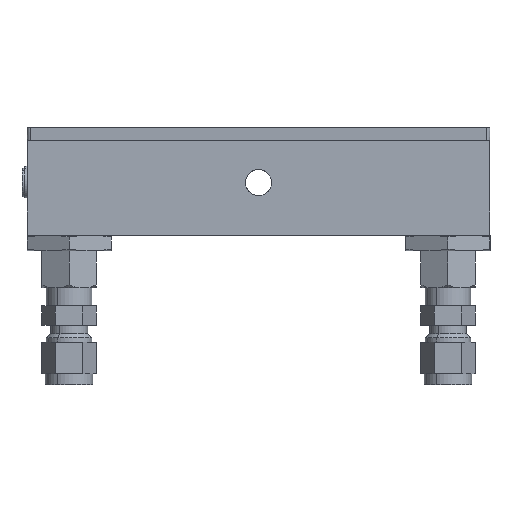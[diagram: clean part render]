
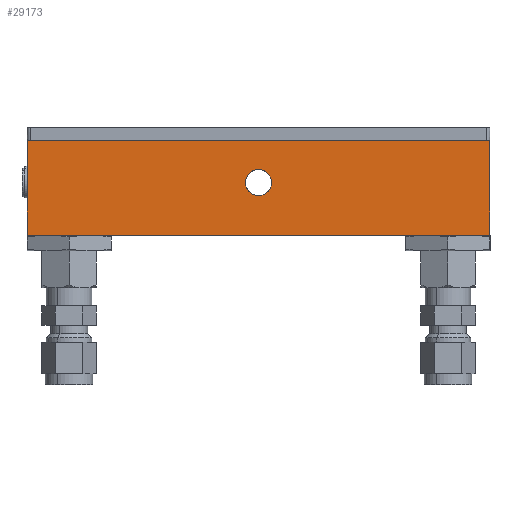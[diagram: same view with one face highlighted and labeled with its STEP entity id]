
A CAD part, left-side view. The second image highlights one B-rep face of the part: STEP entity #29173.
In plain terms, the highlighted planar face has unit normal (-1, 0, 0).
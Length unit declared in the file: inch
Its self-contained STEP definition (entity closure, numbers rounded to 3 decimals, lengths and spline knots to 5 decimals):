
#715 = DIRECTION ( 'NONE',  ( 1., 0., 0. ) ) ;
#880 = VERTEX_POINT ( 'NONE', #24662 ) ;
#2162 = DIRECTION ( 'NONE',  ( 0., 0., 1. ) ) ;
#3567 = EDGE_CURVE ( 'NONE', #10257, #29710, #33879, .T. ) ;
#4559 = ORIENTED_EDGE ( 'NONE', *, *, #3567, .T. ) ;
#4590 = AXIS2_PLACEMENT_3D ( 'NONE', #29264, #715, #29791 ) ;
#5045 = EDGE_CURVE ( 'NONE', #29710, #10257, #12669, .T. ) ;
#6157 = EDGE_LOOP ( 'NONE', ( #20194, #4559 ) ) ;
#6515 = EDGE_CURVE ( 'NONE', #13619, #28297, #19865, .T. ) ;
#7050 = ORIENTED_EDGE ( 'NONE', *, *, #22426, .T. ) ;
#7308 = CARTESIAN_POINT ( 'NONE',  ( -0.58393, 0.1481, 0.09646 ) ) ;
#7568 = EDGE_LOOP ( 'NONE', ( #26944, #8238, #9805, #7050 ) ) ;
#8197 = FACE_OUTER_BOUND ( 'NONE', #7568, .T. ) ;
#8238 = ORIENTED_EDGE ( 'NONE', *, *, #23933, .F. ) ;
#8297 = AXIS2_PLACEMENT_3D ( 'NONE', #20549, #23829, #15155 ) ;
#9300 = CARTESIAN_POINT ( 'NONE',  ( -0.58393, 2.8981, -0.68479 ) ) ;
#9805 = ORIENTED_EDGE ( 'NONE', *, *, #28859, .F. ) ;
#10257 = VERTEX_POINT ( 'NONE', #7308 ) ;
#10526 = DIRECTION ( 'NONE',  ( 0., -1., 0. ) ) ;
#12485 = CARTESIAN_POINT ( 'NONE',  ( -0.58393, -2.6019, -0.68479 ) ) ;
#12669 = CIRCLE ( 'NONE', #14932, 0.15625 ) ;
#13619 = VERTEX_POINT ( 'NONE', #12485 ) ;
#13663 = DIRECTION ( 'NONE',  ( 0., 0., -1. ) ) ;
#14932 = AXIS2_PLACEMENT_3D ( 'NONE', #32487, #31970, #13663 ) ;
#15155 = DIRECTION ( 'NONE',  ( 0., 0., -1. ) ) ;
#15382 = LINE ( 'NONE', #26013, #19565 ) ;
#15912 = CARTESIAN_POINT ( 'NONE',  ( -0.58393, 2.8981, 0.44021 ) ) ;
#17985 = LINE ( 'NONE', #9300, #32836 ) ;
#19277 = CARTESIAN_POINT ( 'NONE',  ( -0.58393, -2.6019, 0.44021 ) ) ;
#19565 = VECTOR ( 'NONE', #2162, 39.37008 ) ;
#19865 = LINE ( 'NONE', #30679, #27609 ) ;
#20087 = DIRECTION ( 'NONE',  ( 0., -1., 0. ) ) ;
#20194 = ORIENTED_EDGE ( 'NONE', *, *, #5045, .T. ) ;
#20549 = CARTESIAN_POINT ( 'NONE',  ( -0.58393, 0.1481, -0.05979 ) ) ;
#21884 = VERTEX_POINT ( 'NONE', #22728 ) ;
#22426 = EDGE_CURVE ( 'NONE', #880, #13619, #17985, .T. ) ;
#22728 = CARTESIAN_POINT ( 'NONE',  ( -0.58393, 2.8981, 0.44021 ) ) ;
#23829 = DIRECTION ( 'NONE',  ( 1., 0., 0. ) ) ;
#23933 = EDGE_CURVE ( 'NONE', #21884, #28297, #32472, .T. ) ;
#24380 = PLANE ( 'NONE',  #4590 ) ;
#24555 = FACE_BOUND ( 'NONE', #6157, .T. ) ;
#24662 = CARTESIAN_POINT ( 'NONE',  ( -0.58393, 2.8981, -0.68479 ) ) ;
#26013 = CARTESIAN_POINT ( 'NONE',  ( -0.58393, 2.8981, -0.68479 ) ) ;
#26944 = ORIENTED_EDGE ( 'NONE', *, *, #6515, .T. ) ;
#27609 = VECTOR ( 'NONE', #27711, 39.37008 ) ;
#27711 = DIRECTION ( 'NONE',  ( 0., 0., 1. ) ) ;
#28295 = CARTESIAN_POINT ( 'NONE',  ( -0.58393, 0.1481, -0.21604 ) ) ;
#28297 = VERTEX_POINT ( 'NONE', #19277 ) ;
#28859 = EDGE_CURVE ( 'NONE', #880, #21884, #15382, .T. ) ;
#29173 = ADVANCED_FACE ( 'NONE', ( #24555, #8197 ), #24380, .F. ) ;
#29264 = CARTESIAN_POINT ( 'NONE',  ( -0.58393, 2.8981, -0.68479 ) ) ;
#29547 = VECTOR ( 'NONE', #10526, 39.37008 ) ;
#29710 = VERTEX_POINT ( 'NONE', #28295 ) ;
#29791 = DIRECTION ( 'NONE',  ( 0., 0., -1. ) ) ;
#30679 = CARTESIAN_POINT ( 'NONE',  ( -0.58393, -2.6019, -0.68479 ) ) ;
#31970 = DIRECTION ( 'NONE',  ( 1., 0., 0. ) ) ;
#32472 = LINE ( 'NONE', #15912, #29547 ) ;
#32487 = CARTESIAN_POINT ( 'NONE',  ( -0.58393, 0.1481, -0.05979 ) ) ;
#32836 = VECTOR ( 'NONE', #20087, 39.37008 ) ;
#33879 = CIRCLE ( 'NONE', #8297, 0.15625 ) ;
